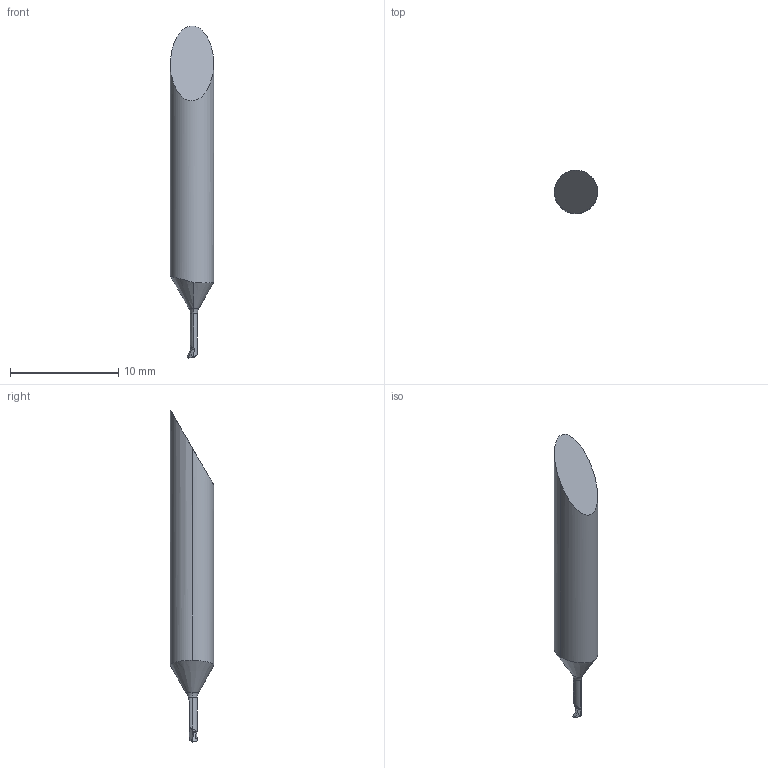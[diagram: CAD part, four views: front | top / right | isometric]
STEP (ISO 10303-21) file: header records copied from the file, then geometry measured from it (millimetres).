
FILE_DESCRIPTION(/* description */ (''),/* implementation_level */ '2;1');
FILE_NAME(/* name */ '1578034828960.stp',/* time_stamp */ '2020-01-03T12:30:42+05:00',/* author */ (''),/* organization */ ('SMS'),/* preprocessor_version */ 'ST-DEVELOPER v16.7',/* originating_system */ 'SIEMENS PLM Software NX 12.0',/* authorisation */ '');
FILE_SCHEMA (('AUTOMOTIVE_DESIGN { 1 0 10303 214 3 1 1 1 }'));
Length unit declared in the file: millimetre
Products named in the file (1): 202042186mod000_00
Bounding box: 4 x 4 x 30.71 mm (x, y, z)
Volume: 268.1 mm3; surface area: 312.1 mm2
Topology: 2 solids, 2 shells, 38 faces, 95 edges, 64 vertices
Faces by surface type: plane 12, bspline 10, cylinder 7, cone 5, torus 4
Entity records: 1986 total; most frequent: CARTESIAN_POINT 1158, ORIENTED_EDGE 188, DIRECTION 115, EDGE_CURVE 94, VERTEX_POINT 60, B_SPLINE_CURVE_WITH_KNOTS 44, AXIS2_PLACEMENT_3D 44, ADVANCED_FACE 38
